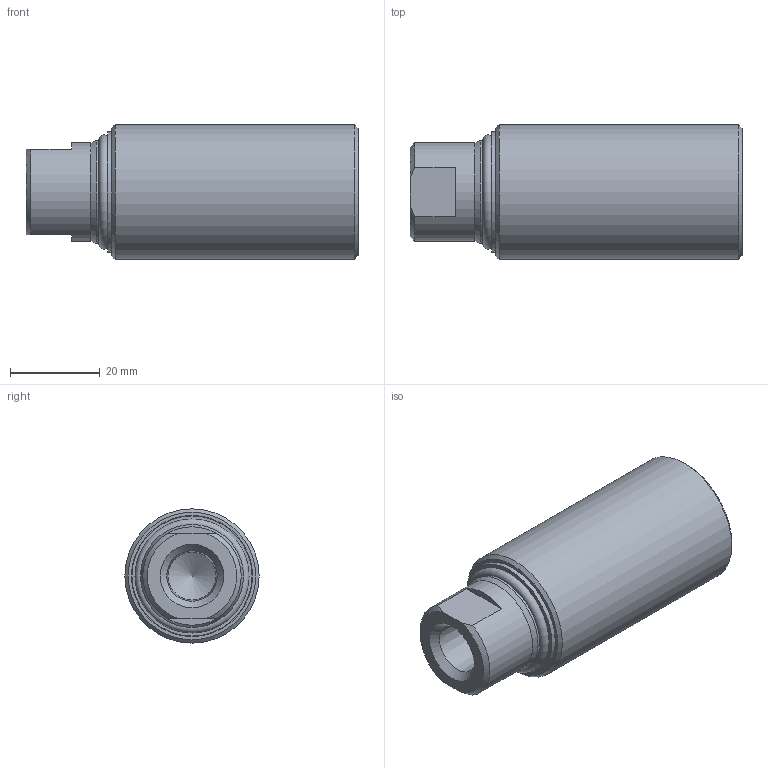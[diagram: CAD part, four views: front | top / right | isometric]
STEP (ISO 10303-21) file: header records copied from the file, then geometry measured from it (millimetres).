
FILE_DESCRIPTION(/* description */ (''),/* implementation_level */ '2;1');
FILE_NAME(/* name */ '60_70 BG3.stp',/* time_stamp */ '2016-08-05T11:07:58-05:00',/* author */ ('scottg'),/* organization */ ('FasTest,Inc.'),/* preprocessor_version */ 'ST-DEVELOPER v16.1',/* originating_system */ 'Autodesk Inventor 2016',/* authorisation */ '');
FILE_SCHEMA (('AUTOMOTIVE_DESIGN { 1 0 10303 214 3 1 1 }'));
Length unit declared in the file: inch
Products named in the file (1): 60_70 BG3
Bounding box: 74.12 x 30 x 30 mm (x, y, z)
Volume: 42510.2 mm3; surface area: 10864.3 mm2
Topology: 1 solids, 1 shells, 76 faces, 187 edges, 121 vertices
Faces by surface type: plane 38, cone 18, cylinder 18, torus 2
Full cylindrical faces by diameter (mm): 8.812 x1, 10.719 x1, 17.178 x1, 18.539 x1, 21.996 x1, 23.012 x2, 26.01 x1, 26.06 x1, 26.797 x1, 27.051 x1, 29.997 x1
Entity records: 2080 total; most frequent: CARTESIAN_POINT 405, DIRECTION 356, ORIENTED_EDGE 314, EDGE_CURVE 157, AXIS2_PLACEMENT_3D 150, VERTEX_POINT 115, EDGE_LOOP 108, FACE_OUTER_BOUND 76
